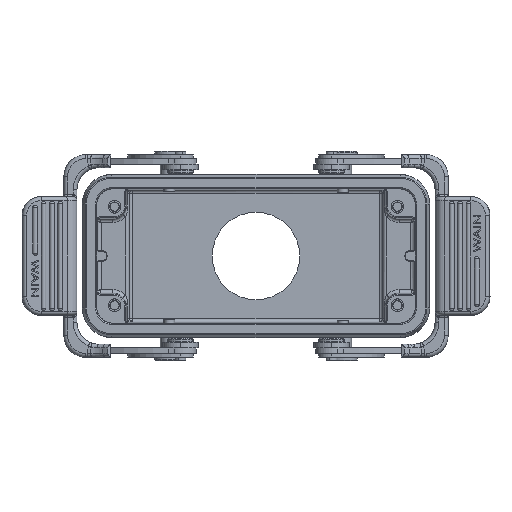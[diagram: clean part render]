
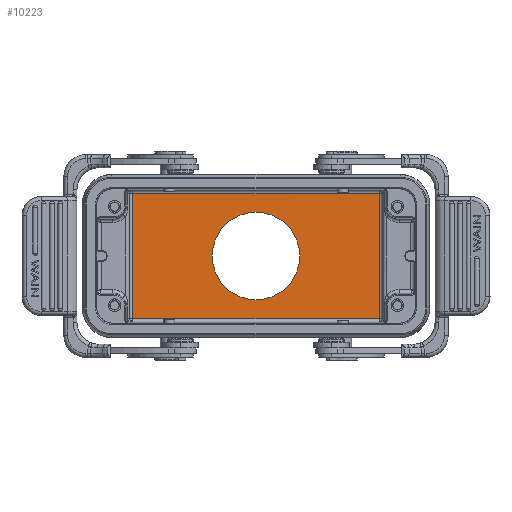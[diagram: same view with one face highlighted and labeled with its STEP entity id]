
A CAD part, front view. The second image highlights one B-rep face of the part: STEP entity #10223.
In plain terms, the highlighted planar face has unit normal (0, -1, 0).
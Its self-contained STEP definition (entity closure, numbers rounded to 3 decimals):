
#8867=PLANE('',#37586);
#9693=FACE_BOUND('',#13882,.T.);
#9694=FACE_BOUND('',#13883,.T.);
#10223=ADVANCED_FACE('',(#9693,#9694),#8867,.F.);
#13882=EDGE_LOOP('',(#18338));
#13883=EDGE_LOOP('',(#18339,#18340,#18341,#18342));
#15799=CIRCLE('',#37585,12.);
#18338=ORIENTED_EDGE('',*,*,#29115,.T.);
#18339=ORIENTED_EDGE('',*,*,#29116,.T.);
#18340=ORIENTED_EDGE('',*,*,#29117,.T.);
#18341=ORIENTED_EDGE('',*,*,#29114,.T.);
#18342=ORIENTED_EDGE('',*,*,#29108,.T.);
#25972=VERTEX_POINT('',#51422);
#25973=VERTEX_POINT('',#51424);
#25975=VERTEX_POINT('',#51432);
#25977=VERTEX_POINT('',#51438);
#25978=VERTEX_POINT('',#51440);
#29108=EDGE_CURVE('',#25973,#25972,#32759,.T.);
#29114=EDGE_CURVE('',#25975,#25973,#32760,.T.);
#29115=EDGE_CURVE('',#25977,#25977,#15799,.T.);
#29116=EDGE_CURVE('',#25972,#25978,#32761,.T.);
#29117=EDGE_CURVE('',#25978,#25975,#32762,.T.);
#32759=LINE('',#51423,#35011);
#32760=LINE('',#51435,#35012);
#32761=LINE('',#51439,#35013);
#32762=LINE('',#51441,#35014);
#35011=VECTOR('',#41430,1.);
#35012=VECTOR('',#41445,1.);
#35013=VECTOR('',#41450,1.);
#35014=VECTOR('',#41451,1.);
#37585=AXIS2_PLACEMENT_3D('',#51437,#41448,#41449);
#37586=AXIS2_PLACEMENT_3D('',#51442,#41452,#41453);
#41430=DIRECTION('',(0.,0.,1.));
#41445=DIRECTION('',(1.,0.,0.));
#41448=DIRECTION('',(0.,1.,0.));
#41449=DIRECTION('',(0.,0.,1.));
#41450=DIRECTION('',(-1.,0.,0.));
#41451=DIRECTION('',(0.,0.,-1.));
#41452=DIRECTION('',(0.,1.,0.));
#41453=DIRECTION('',(0.,0.,1.));
#51422=CARTESIAN_POINT('',(33.75,42.,17.142));
#51423=CARTESIAN_POINT('',(33.75,42.,-17.142));
#51424=CARTESIAN_POINT('',(33.75,42.,-17.142));
#51432=CARTESIAN_POINT('',(-33.75,42.,-17.142));
#51435=CARTESIAN_POINT('',(-33.75,42.,-17.142));
#51437=CARTESIAN_POINT('',(0.,42.,0.));
#51438=CARTESIAN_POINT('',(0.,42.,12.));
#51439=CARTESIAN_POINT('',(33.75,42.,17.142));
#51440=CARTESIAN_POINT('',(-33.75,42.,17.142));
#51441=CARTESIAN_POINT('',(-33.75,42.,17.142));
#51442=CARTESIAN_POINT('',(0.,42.,0.));
